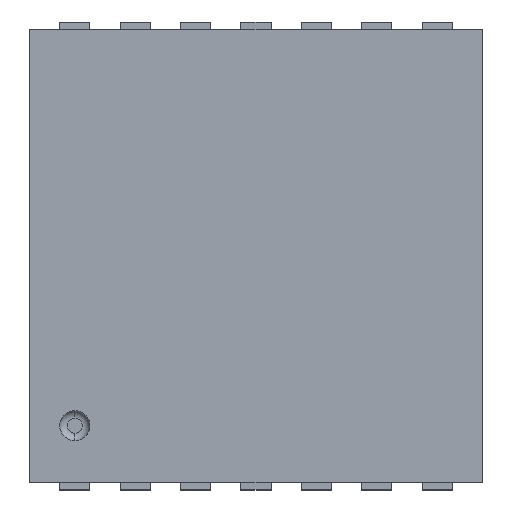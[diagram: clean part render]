
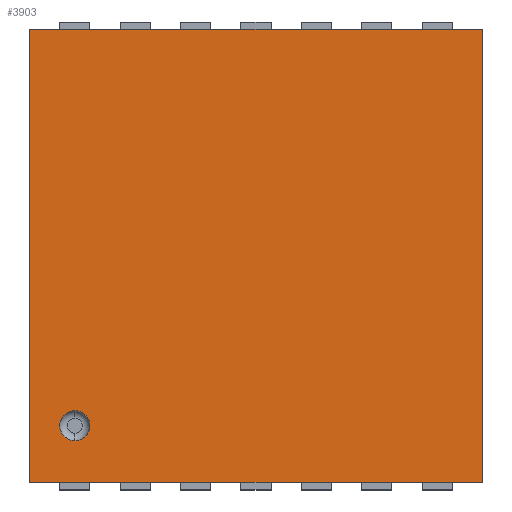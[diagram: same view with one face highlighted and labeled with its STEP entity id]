
A CAD part, top view. The second image highlights one B-rep face of the part: STEP entity #3903.
In plain terms, the highlighted planar face has unit normal (0, 0, 1).
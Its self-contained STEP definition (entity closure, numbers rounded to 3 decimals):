
#3725 = CARTESIAN_POINT ( 'NONE',  ( -1.2, -1.025, 0.8 ) ) ;
#3726 = VERTEX_POINT ( 'NONE', #3725 ) ;
#3734 = CARTESIAN_POINT ( 'NONE',  ( -1.2, -1.225, 0.8 ) ) ;
#3735 = VERTEX_POINT ( 'NONE', #3734 ) ;
#3736 = CARTESIAN_POINT ( 'NONE',  ( -1.2, -1.125, 0.8 ) ) ;
#3737 = DIRECTION ( 'NONE',  ( 0., 0., 1. ) ) ;
#3738 = DIRECTION ( 'NONE',  ( 0., -1., 0. ) ) ;
#3739 = AXIS2_PLACEMENT_3D ( 'NONE', #3736, #3737, #3738 ) ;
#3740 = CIRCLE ( 'NONE', #3739, 0.1) ;
#3741 = EDGE_CURVE ( 'NONE', #3726, #3735, #3740, .T. ) ;
#3768 = CARTESIAN_POINT ( 'NONE',  ( -1.5, -1.5, 0.8 ) ) ;
#3769 = VERTEX_POINT ( 'NONE', #3768 ) ;
#3776 = CARTESIAN_POINT ( 'NONE',  ( -1.5, 1.5, 0.8 ) ) ;
#3777 = VERTEX_POINT ( 'NONE', #3776 ) ;
#3778 = CARTESIAN_POINT ( 'NONE',  ( -1.5, -1.5, 0.8 ) ) ;
#3779 = DIRECTION ( 'NONE',  ( 0., -1., 0. ) ) ;
#3780 = VECTOR ( 'NONE', #3779, 1000. ) ;
#3781 = LINE ( 'NONE', #3778, #3780 ) ;
#3782 = EDGE_CURVE ( 'NONE', #3777, #3769, #3781, .T. ) ;
#3806 = CARTESIAN_POINT ( 'NONE',  ( 1.5, -1.5, 0.8 ) ) ;
#3807 = VERTEX_POINT ( 'NONE', #3806 ) ;
#3814 = CARTESIAN_POINT ( 'NONE',  ( 1.5, -1.5, 0.8 ) ) ;
#3815 = DIRECTION ( 'NONE',  ( 1., 0., 0. ) ) ;
#3816 = VECTOR ( 'NONE', #3815, 1000. ) ;
#3817 = LINE ( 'NONE', #3814, #3816 ) ;
#3818 = EDGE_CURVE ( 'NONE', #3769, #3807, #3817, .T. ) ;
#3837 = CARTESIAN_POINT ( 'NONE',  ( 1.5, 1.5, 0.8 ) ) ;
#3838 = VERTEX_POINT ( 'NONE', #3837 ) ;
#3845 = CARTESIAN_POINT ( 'NONE',  ( 1.5, -1.5, 0.8 ) ) ;
#3846 = DIRECTION ( 'NONE',  ( 0., 1., 0. ) ) ;
#3847 = VECTOR ( 'NONE', #3846, 1000. ) ;
#3848 = LINE ( 'NONE', #3845, #3847 ) ;
#3849 = EDGE_CURVE ( 'NONE', #3807, #3838, #3848, .T. ) ;
#3867 = CARTESIAN_POINT ( 'NONE',  ( 1.5, 1.5, 0.8 ) ) ;
#3868 = DIRECTION ( 'NONE',  ( -1., 0., 0. ) ) ;
#3869 = VECTOR ( 'NONE', #3868, 1000. ) ;
#3870 = LINE ( 'NONE', #3867, #3869 ) ;
#3871 = EDGE_CURVE ( 'NONE', #3838, #3777, #3870, .T. ) ;
#3882 = CARTESIAN_POINT ( 'NONE',  ( -1.2, -1.125, 0.8 ) ) ;
#3883 = DIRECTION ( 'NONE',  ( 0., 0., 1. ) ) ;
#3884 = DIRECTION ( 'NONE',  ( 0., -1., 0. ) ) ;
#3885 = AXIS2_PLACEMENT_3D ( 'NONE', #3882, #3883, #3884 ) ;
#3886 = CIRCLE ( 'NONE', #3885, 0.1) ;
#3887 = EDGE_CURVE ( 'NONE', #3735, #3726, #3886, .T. ) ;
#3888 = ORIENTED_EDGE ( 'NONE', *, *, #3887, .F. ) ;
#3889 = ORIENTED_EDGE ( 'NONE', *, *, #3741, .F. ) ;
#3890 = EDGE_LOOP ( 'NONE', ( #3888, #3889 ) ) ;
#3891 = FACE_BOUND ( 'NONE', #3890, .T. ) ;
#3892 = ORIENTED_EDGE ( 'NONE', *, *, #3782, .T. ) ;
#3893 = ORIENTED_EDGE ( 'NONE', *, *, #3818, .T. ) ;
#3894 = ORIENTED_EDGE ( 'NONE', *, *, #3849, .T. ) ;
#3895 = ORIENTED_EDGE ( 'NONE', *, *, #3871, .T. ) ;
#3896 = EDGE_LOOP ( 'NONE', ( #3892, #3893, #3894, #3895 ) ) ;
#3897 = FACE_OUTER_BOUND ( 'NONE', #3896, .T. ) ;
#3898 = CARTESIAN_POINT ( 'NONE',  ( 0., 0., 0.8 ) ) ;
#3899 = DIRECTION ( 'NONE',  ( 0., 0., 1. ) ) ;
#3900 = DIRECTION ( 'NONE',  ( 0., -1., 0. ) ) ;
#3901 = AXIS2_PLACEMENT_3D ( 'NONE', #3898, #3899, #3900 ) ;
#3902 = PLANE ( 'NONE', #3901 ) ;
#3903 = ADVANCED_FACE ( 'NONE', ( #3891, #3897 ), #3902, .T. ) ;
